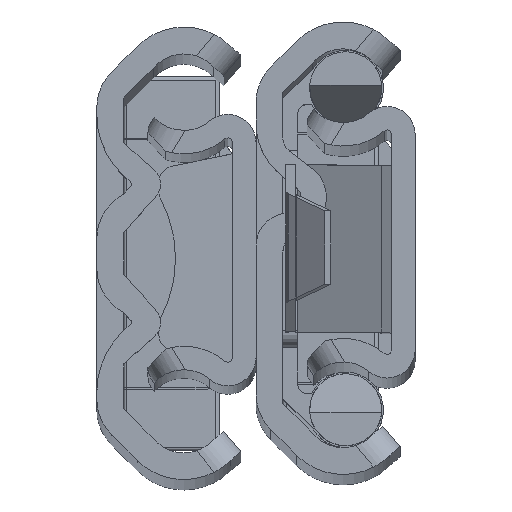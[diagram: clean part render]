
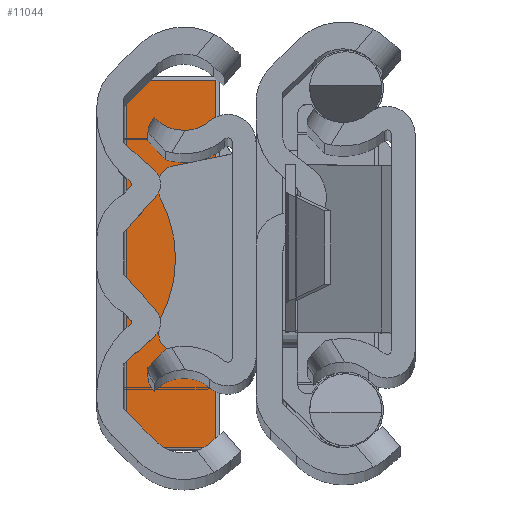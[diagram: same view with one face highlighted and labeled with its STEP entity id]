
A CAD part, top view. The second image highlights one B-rep face of the part: STEP entity #11044.
In plain terms, the highlighted planar face has unit normal (0, 0, 1).
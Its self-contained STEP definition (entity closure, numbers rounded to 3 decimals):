
#352 = VECTOR ( 'NONE', #11913, 1000. ) ;
#440 = VERTEX_POINT ( 'NONE', #6521 ) ;
#948 = DIRECTION ( 'NONE',  ( 0., -1., 0. ) ) ;
#960 = PLANE ( 'NONE',  #4558 ) ;
#1004 = ORIENTED_EDGE ( 'NONE', *, *, #11511, .T. ) ;
#1411 = CARTESIAN_POINT ( 'NONE',  ( -11.15, 0.2, 3.25 ) ) ;
#1443 = DIRECTION ( 'NONE',  ( -1., 0., 0. ) ) ;
#1827 = DIRECTION ( 'NONE',  ( -1., 0., 0. ) ) ;
#2268 = VERTEX_POINT ( 'NONE', #10581 ) ;
#3300 = EDGE_CURVE ( 'NONE', #10681, #440, #9613, .T. ) ;
#3318 = ORIENTED_EDGE ( 'NONE', *, *, #7779, .T. ) ;
#3533 = FACE_OUTER_BOUND ( 'NONE', #10002, .T. ) ;
#4253 = LINE ( 'NONE', #5281, #352 ) ;
#4558 = AXIS2_PLACEMENT_3D ( 'NONE', #4684, #11926, #1827 ) ;
#4684 = CARTESIAN_POINT ( 'NONE',  ( -11.15, 5.7, 3.25 ) ) ;
#5139 = DIRECTION ( 'NONE',  ( 1., 0., 0. ) ) ;
#5281 = CARTESIAN_POINT ( 'NONE',  ( 10.95, 5.7, 3.25 ) ) ;
#5631 = ORIENTED_EDGE ( 'NONE', *, *, #3300, .T. ) ;
#5860 = VECTOR ( 'NONE', #5139, 1000. ) ;
#5972 = ORIENTED_EDGE ( 'NONE', *, *, #9930, .T. ) ;
#6521 = CARTESIAN_POINT ( 'NONE',  ( -10.95, 5.5, 3.25 ) ) ;
#7212 = LINE ( 'NONE', #8245, #11169 ) ;
#7779 = EDGE_CURVE ( 'NONE', #2268, #10681, #4253, .T. ) ;
#7830 = CARTESIAN_POINT ( 'NONE',  ( -11.15, 5.5, 3.25 ) ) ;
#8245 = CARTESIAN_POINT ( 'NONE',  ( -10.95, 5.7, 3.25 ) ) ;
#9569 = VECTOR ( 'NONE', #1443, 1000. ) ;
#9613 = LINE ( 'NONE', #7830, #9569 ) ;
#9754 = LINE ( 'NONE', #1411, #5860 ) ;
#9930 = EDGE_CURVE ( 'NONE', #11757, #2268, #9754, .T. ) ;
#10002 = EDGE_LOOP ( 'NONE', ( #5631, #1004, #5972, #3318 ) ) ;
#10581 = CARTESIAN_POINT ( 'NONE',  ( 10.95, 0.2, 3.25 ) ) ;
#10681 = VERTEX_POINT ( 'NONE', #11259 ) ;
#11044 = ADVANCED_FACE ( 'NONE', ( #3533 ), #960, .F. ) ;
#11169 = VECTOR ( 'NONE', #948, 1000. ) ;
#11259 = CARTESIAN_POINT ( 'NONE',  ( 10.95, 5.5, 3.25 ) ) ;
#11288 = CARTESIAN_POINT ( 'NONE',  ( -10.95, 0.2, 3.25 ) ) ;
#11511 = EDGE_CURVE ( 'NONE', #440, #11757, #7212, .T. ) ;
#11757 = VERTEX_POINT ( 'NONE', #11288 ) ;
#11913 = DIRECTION ( 'NONE',  ( 0., 1., 0. ) ) ;
#11926 = DIRECTION ( 'NONE',  ( 0., 0., -1. ) ) ;
